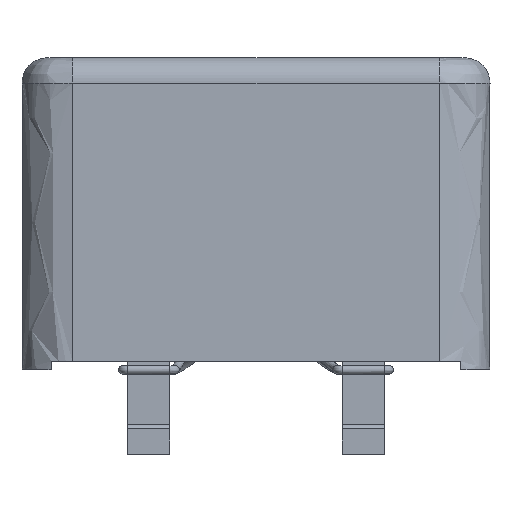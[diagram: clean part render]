
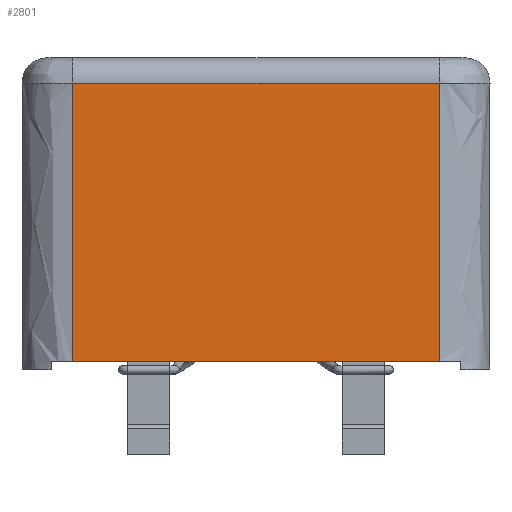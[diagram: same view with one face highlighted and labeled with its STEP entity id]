
A CAD part, left-side view. The second image highlights one B-rep face of the part: STEP entity #2801.
In plain terms, the highlighted free-form (B-spline) face has degree [1, 1] with [2, 2] control points.
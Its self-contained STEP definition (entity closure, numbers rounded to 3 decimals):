
#1472=CARTESIAN_POINT('',(-3.65,2.175,-0.3));
#1473=VERTEX_POINT('',#1472);
#1498=CARTESIAN_POINT('',(-3.65,-2.175,-0.3));
#1499=VERTEX_POINT('',#1498);
#1500=CARTESIAN_POINT('',(-3.65,2.175,-0.3));
#1501=CARTESIAN_POINT('',(-3.65,-2.175,-0.3));
#1502=B_SPLINE_CURVE_WITH_KNOTS('',1,(#1500,#1501),.POLYLINE_FORM.,.F.,.U.,(2,2),(0.121,1.),.UNSPECIFIED.);
#1503=EDGE_CURVE('',#1473,#1499,#1502,.T.);
#2764=CARTESIAN_POINT('',(-3.65,2.175,-3.6));
#2765=VERTEX_POINT('',#2764);
#2772=CARTESIAN_POINT('',(-3.65,2.175,-3.6));
#2773=CARTESIAN_POINT('',(-3.65,2.175,-0.3));
#2774=B_SPLINE_CURVE_WITH_KNOTS('',1,(#2772,#2773),.POLYLINE_FORM.,.F.,.U.,(2,2),(0.027,0.919),.UNSPECIFIED.);
#2775=EDGE_CURVE('',#2765,#1473,#2774,.T.);
#2780=CARTESIAN_POINT('',(-3.65,2.775,-3.7));
#2781=CARTESIAN_POINT('',(-3.65,2.775,0.));
#2782=CARTESIAN_POINT('',(-3.65,-2.775,-3.7));
#2783=CARTESIAN_POINT('',(-3.65,-2.775,0.));
#2784=B_SPLINE_SURFACE_WITH_KNOTS('',1,1,((#2780,#2781),(#2782,#2783)),.PLANE_SURF.,.F.,.F.,.U.,(2,2),(2,2),(0.,1.),(0.,1.),.UNSPECIFIED.);
#2785=ORIENTED_EDGE('',*,*,#1503,.F.);
#2786=ORIENTED_EDGE('',*,*,#2775,.F.);
#2787=CARTESIAN_POINT('',(-3.65,-2.175,-3.6));
#2788=VERTEX_POINT('',#2787);
#2789=CARTESIAN_POINT('',(-3.65,-2.175,-3.6));
#2790=CARTESIAN_POINT('',(-3.65,2.175,-3.6));
#2791=B_SPLINE_CURVE_WITH_KNOTS('',1,(#2789,#2790),.POLYLINE_FORM.,.F.,.U.,(2,2),(0.333,0.667),.UNSPECIFIED.);
#2792=EDGE_CURVE('',#2788,#2765,#2791,.T.);
#2793=ORIENTED_EDGE('',*,*,#2792,.F.);
#2794=CARTESIAN_POINT('',(-3.65,-2.175,-3.6));
#2795=CARTESIAN_POINT('',(-3.65,-2.175,-0.3));
#2796=B_SPLINE_CURVE_WITH_KNOTS('',1,(#2794,#2795),.POLYLINE_FORM.,.F.,.U.,(2,2),(0.027,0.919),.UNSPECIFIED.);
#2797=EDGE_CURVE('',#2788,#1499,#2796,.T.);
#2798=ORIENTED_EDGE('',*,*,#2797,.T.);
#2799=EDGE_LOOP('',(#2785,#2786,#2793,#2798));
#2800=FACE_OUTER_BOUND('',#2799,.T.);
#2801=ADVANCED_FACE('',(#2800),#2784,.T.);
